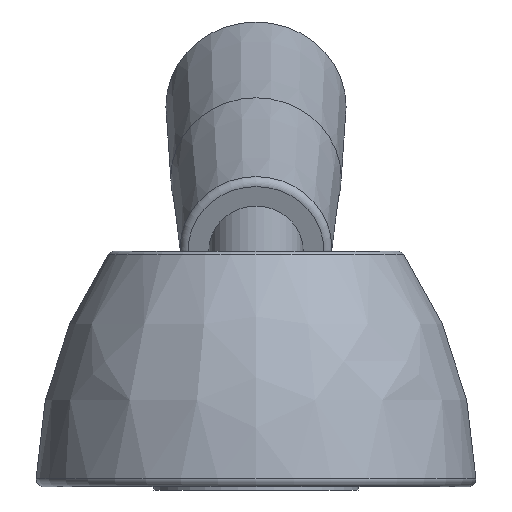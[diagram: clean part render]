
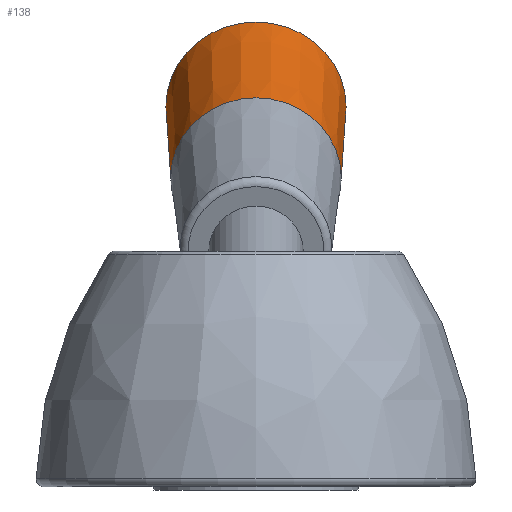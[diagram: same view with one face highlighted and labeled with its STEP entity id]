
A CAD part, left-side view. The second image highlights one B-rep face of the part: STEP entity #138.
In plain terms, the highlighted conical face has half-angle 1.33 degrees and reference radius 10.85 mm.
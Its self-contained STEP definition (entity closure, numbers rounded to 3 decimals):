
#138 = ADVANCED_FACE( '', ( #344, #345 ), #346, .T. );
#344 = FACE_OUTER_BOUND( '', #731, .T. );
#345 = FACE_BOUND( '', #732, .T. );
#346 = CONICAL_SURFACE( '', #733, 10.85, 0.023 );
#731 = EDGE_LOOP( '', ( #1527 ) );
#732 = EDGE_LOOP( '', ( #1528 ) );
#733 = AXIS2_PLACEMENT_3D( '', #1529, #1530, #1531 );
#1527 = ORIENTED_EDGE( '', *, *, #2031, .T. );
#1528 = ORIENTED_EDGE( '', *, *, #1979, .T. );
#1529 = CARTESIAN_POINT( '', ( 98.713, 0., 39.326 ) );
#1530 = DIRECTION( '', ( 0.94, 0., 0.342 ) );
#1531 = DIRECTION( '', ( 0., 1., 0. ) );
#1979 = EDGE_CURVE( '', #2209, #2209, #2210, .T. );
#2031 = EDGE_CURVE( '', #2297, #2297, #2298, .T. );
#2209 = VERTEX_POINT( '', #2605 );
#2210 = CIRCLE( '', #2606, 10.85 );
#2297 = VERTEX_POINT( '', #2748 );
#2298 = CIRCLE( '', #2749, 11.465 );
#2605 = CARTESIAN_POINT( '', ( 98.713, 10.85, 39.326 ) );
#2606 = AXIS2_PLACEMENT_3D( '', #3308, #3309, #3310 );
#2748 = CARTESIAN_POINT( '', ( 123.615, -11.465, 48.39 ) );
#2749 = AXIS2_PLACEMENT_3D( '', #3392, #3393, #3394 );
#3308 = CARTESIAN_POINT( '', ( 98.713, 0., 39.326 ) );
#3309 = DIRECTION( '', ( 0.94, 0., 0.342 ) );
#3310 = DIRECTION( '', ( 0., 1., 0. ) );
#3392 = CARTESIAN_POINT( '', ( 123.615, 0., 48.39 ) );
#3393 = DIRECTION( '', ( -0.94, 0., -0.342 ) );
#3394 = DIRECTION( '', ( 0., -1., 0. ) );
